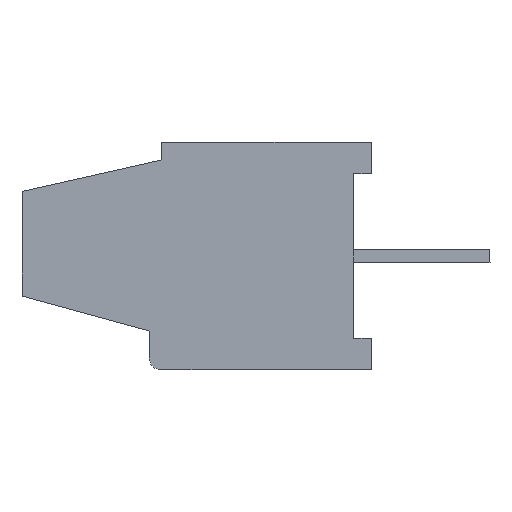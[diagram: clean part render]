
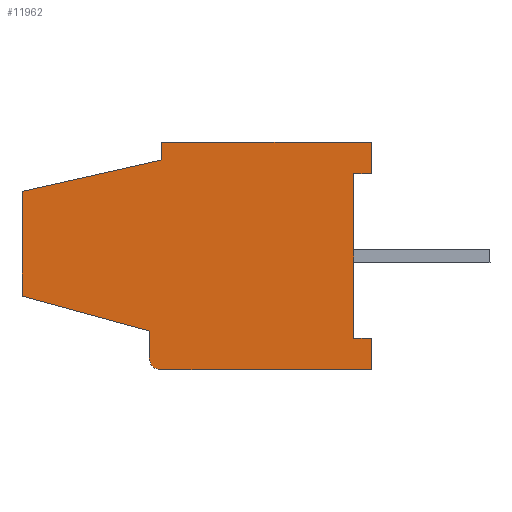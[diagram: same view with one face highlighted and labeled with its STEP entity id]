
A CAD part, left-side view. The second image highlights one B-rep face of the part: STEP entity #11962.
In plain terms, the highlighted planar face has unit normal (-1, 0, 0).
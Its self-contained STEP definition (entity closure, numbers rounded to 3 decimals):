
#136 = ORIENTED_EDGE ( 'NONE', *, *, #12702, .T. ) ;
#216 = DIRECTION ( 'NONE',  ( 0., -1., 0. ) ) ;
#386 = EDGE_CURVE ( 'NONE', #3631, #8832, #7582, .T. ) ;
#444 = CARTESIAN_POINT ( 'NONE',  ( -9.12, 3., 3.25 ) ) ;
#774 = DIRECTION ( 'NONE',  ( 0., 0., 1. ) ) ;
#887 = CARTESIAN_POINT ( 'NONE',  ( -9.12, 6., 3.25 ) ) ;
#919 = CARTESIAN_POINT ( 'NONE',  ( -9.12, 0., 3.25 ) ) ;
#970 = EDGE_CURVE ( 'NONE', #12380, #12546, #4938, .T. ) ;
#1124 = LINE ( 'NONE', #10290, #10392 ) ;
#1164 = DIRECTION ( 'NONE',  ( 0., 0.976, -0.22 ) ) ;
#1298 = CARTESIAN_POINT ( 'NONE',  ( -9.12, 6.05, -3.25 ) ) ;
#1363 = EDGE_LOOP ( 'NONE', ( #2582, #11554, #4314, #10526, #2578, #2152, #14462, #2005, #4270, #5914, #136, #8412, #12738 ) ) ;
#1551 = LINE ( 'NONE', #7203, #8044 ) ;
#1901 = PLANE ( 'NONE',  #4334 ) ;
#2005 = ORIENTED_EDGE ( 'NONE', *, *, #3762, .T. ) ;
#2098 = CARTESIAN_POINT ( 'NONE',  ( -9.12, 6.35, -2.95 ) ) ;
#2152 = ORIENTED_EDGE ( 'NONE', *, *, #6425, .T. ) ;
#2232 = CARTESIAN_POINT ( 'NONE',  ( -9.12, 10., -1.15 ) ) ;
#2477 = EDGE_CURVE ( 'NONE', #7264, #12660, #10782, .T. ) ;
#2506 = CARTESIAN_POINT ( 'NONE',  ( -9.12, 3., 2.35 ) ) ;
#2578 = ORIENTED_EDGE ( 'NONE', *, *, #14351, .T. ) ;
#2582 = ORIENTED_EDGE ( 'NONE', *, *, #970, .T. ) ;
#2735 = EDGE_CURVE ( 'NONE', #9028, #14213, #7681, .T. ) ;
#3163 = VERTEX_POINT ( 'NONE', #3706 ) ;
#3170 = CARTESIAN_POINT ( 'NONE',  ( -9.12, 0.5, 3.25 ) ) ;
#3231 = CARTESIAN_POINT ( 'NONE',  ( -9.12, 0., 3.25 ) ) ;
#3419 = EDGE_CURVE ( 'NONE', #3163, #6519, #12466, .T. ) ;
#3537 = EDGE_CURVE ( 'NONE', #8832, #6355, #7239, .T. ) ;
#3631 = VERTEX_POINT ( 'NONE', #4134 ) ;
#3706 = CARTESIAN_POINT ( 'NONE',  ( -9.12, 0.5, 2.35 ) ) ;
#3762 = EDGE_CURVE ( 'NONE', #12660, #8491, #6036, .T. ) ;
#4134 = CARTESIAN_POINT ( 'NONE',  ( -9.12, 6., 2.75 ) ) ;
#4268 = LINE ( 'NONE', #887, #13354 ) ;
#4270 = ORIENTED_EDGE ( 'NONE', *, *, #4273, .T. ) ;
#4273 = EDGE_CURVE ( 'NONE', #8491, #9028, #11129, .T. ) ;
#4314 = ORIENTED_EDGE ( 'NONE', *, *, #386, .T. ) ;
#4321 = CARTESIAN_POINT ( 'NONE',  ( -9.12, 0., -3.25 ) ) ;
#4334 = AXIS2_PLACEMENT_3D ( 'NONE', #6364, #9850, #14403 ) ;
#4938 = LINE ( 'NONE', #444, #11003 ) ;
#4985 = CARTESIAN_POINT ( 'NONE',  ( -9.12, 6., 3.25 ) ) ;
#5070 = VECTOR ( 'NONE', #9588, 1000. ) ;
#5305 = DIRECTION ( 'NONE',  ( 0., 0., 1. ) ) ;
#5914 = ORIENTED_EDGE ( 'NONE', *, *, #2735, .T. ) ;
#5991 = CARTESIAN_POINT ( 'NONE',  ( -9.12, 6.05, -2.95 ) ) ;
#6036 = LINE ( 'NONE', #10712, #5070 ) ;
#6355 = VERTEX_POINT ( 'NONE', #12658 ) ;
#6364 = CARTESIAN_POINT ( 'NONE',  ( -9.12, 3., 3.25 ) ) ;
#6389 = CARTESIAN_POINT ( 'NONE',  ( -9.12, 0.5, -2.35 ) ) ;
#6425 = EDGE_CURVE ( 'NONE', #10566, #7264, #1124, .T. ) ;
#6519 = VERTEX_POINT ( 'NONE', #7597 ) ;
#6677 = LINE ( 'NONE', #2232, #7702 ) ;
#6897 = CARTESIAN_POINT ( 'NONE',  ( -9.12, 6.35, -2.15 ) ) ;
#6988 = VECTOR ( 'NONE', #8870, 1000. ) ;
#7163 = CARTESIAN_POINT ( 'NONE',  ( -9.12, 10., 3.25 ) ) ;
#7203 = CARTESIAN_POINT ( 'NONE',  ( -9.12, 0., 3.25 ) ) ;
#7239 = LINE ( 'NONE', #7163, #10778 ) ;
#7264 = VERTEX_POINT ( 'NONE', #2098 ) ;
#7582 = LINE ( 'NONE', #12122, #14560 ) ;
#7597 = CARTESIAN_POINT ( 'NONE',  ( -9.12, 0., 2.35 ) ) ;
#7681 = LINE ( 'NONE', #14544, #6988 ) ;
#7702 = VECTOR ( 'NONE', #13675, 1000. ) ;
#8044 = VECTOR ( 'NONE', #10622, 1000. ) ;
#8412 = ORIENTED_EDGE ( 'NONE', *, *, #3419, .T. ) ;
#8417 = DIRECTION ( 'NONE',  ( 0., 0., -1. ) ) ;
#8491 = VERTEX_POINT ( 'NONE', #4321 ) ;
#8832 = VERTEX_POINT ( 'NONE', #12392 ) ;
#8870 = DIRECTION ( 'NONE',  ( 0., 1., 0. ) ) ;
#9028 = VERTEX_POINT ( 'NONE', #11990 ) ;
#9537 = FACE_OUTER_BOUND ( 'NONE', #1363, .T. ) ;
#9588 = DIRECTION ( 'NONE',  ( 0., -1., 0. ) ) ;
#9850 = DIRECTION ( 'NONE',  ( -1., 0., 0. ) ) ;
#10217 = DIRECTION ( 'NONE',  ( 0., 0., -1. ) ) ;
#10225 = EDGE_CURVE ( 'NONE', #6519, #12380, #1551, .T. ) ;
#10290 = CARTESIAN_POINT ( 'NONE',  ( -9.12, 6.35, 3.25 ) ) ;
#10392 = VECTOR ( 'NONE', #10217, 1000. ) ;
#10410 = VECTOR ( 'NONE', #13338, 1000. ) ;
#10526 = ORIENTED_EDGE ( 'NONE', *, *, #3537, .T. ) ;
#10529 = DIRECTION ( 'NONE',  ( -1., 0., 0. ) ) ;
#10566 = VERTEX_POINT ( 'NONE', #6897 ) ;
#10598 = DIRECTION ( 'NONE',  ( 0., 0., 1. ) ) ;
#10622 = DIRECTION ( 'NONE',  ( 0., 0., 1. ) ) ;
#10712 = CARTESIAN_POINT ( 'NONE',  ( -9.12, 3., -3.25 ) ) ;
#10731 = DIRECTION ( 'NONE',  ( 0., 1., 0. ) ) ;
#10778 = VECTOR ( 'NONE', #8417, 1000. ) ;
#10782 = CIRCLE ( 'NONE', #11964, 0.3 ) ;
#11003 = VECTOR ( 'NONE', #10731, 1000. ) ;
#11129 = LINE ( 'NONE', #919, #11812 ) ;
#11258 = VECTOR ( 'NONE', #216, 1000. ) ;
#11554 = ORIENTED_EDGE ( 'NONE', *, *, #12274, .F. ) ;
#11812 = VECTOR ( 'NONE', #774, 1000. ) ;
#11962 = ADVANCED_FACE ( 'NONE', ( #9537 ), #1901, .T. ) ;
#11964 = AXIS2_PLACEMENT_3D ( 'NONE', #5991, #10529, #10598 ) ;
#11990 = CARTESIAN_POINT ( 'NONE',  ( -9.12, 0., -2.35 ) ) ;
#12122 = CARTESIAN_POINT ( 'NONE',  ( -9.12, 6., 2.75 ) ) ;
#12274 = EDGE_CURVE ( 'NONE', #3631, #12546, #4268, .T. ) ;
#12380 = VERTEX_POINT ( 'NONE', #3231 ) ;
#12392 = CARTESIAN_POINT ( 'NONE',  ( -9.12, 10., 1.85 ) ) ;
#12466 = LINE ( 'NONE', #2506, #11258 ) ;
#12546 = VERTEX_POINT ( 'NONE', #4985 ) ;
#12658 = CARTESIAN_POINT ( 'NONE',  ( -9.12, 10., -1.15 ) ) ;
#12660 = VERTEX_POINT ( 'NONE', #1298 ) ;
#12702 = EDGE_CURVE ( 'NONE', #14213, #3163, #13038, .T. ) ;
#12738 = ORIENTED_EDGE ( 'NONE', *, *, #10225, .T. ) ;
#13038 = LINE ( 'NONE', #3170, #10410 ) ;
#13338 = DIRECTION ( 'NONE',  ( 0., 0., 1. ) ) ;
#13354 = VECTOR ( 'NONE', #5305, 1000. ) ;
#13675 = DIRECTION ( 'NONE',  ( 0., -0.964, -0.264 ) ) ;
#14213 = VERTEX_POINT ( 'NONE', #6389 ) ;
#14351 = EDGE_CURVE ( 'NONE', #6355, #10566, #6677, .T. ) ;
#14403 = DIRECTION ( 'NONE',  ( 0., 0., 1. ) ) ;
#14462 = ORIENTED_EDGE ( 'NONE', *, *, #2477, .T. ) ;
#14544 = CARTESIAN_POINT ( 'NONE',  ( -9.12, 3., -2.35 ) ) ;
#14560 = VECTOR ( 'NONE', #1164, 1000. ) ;
